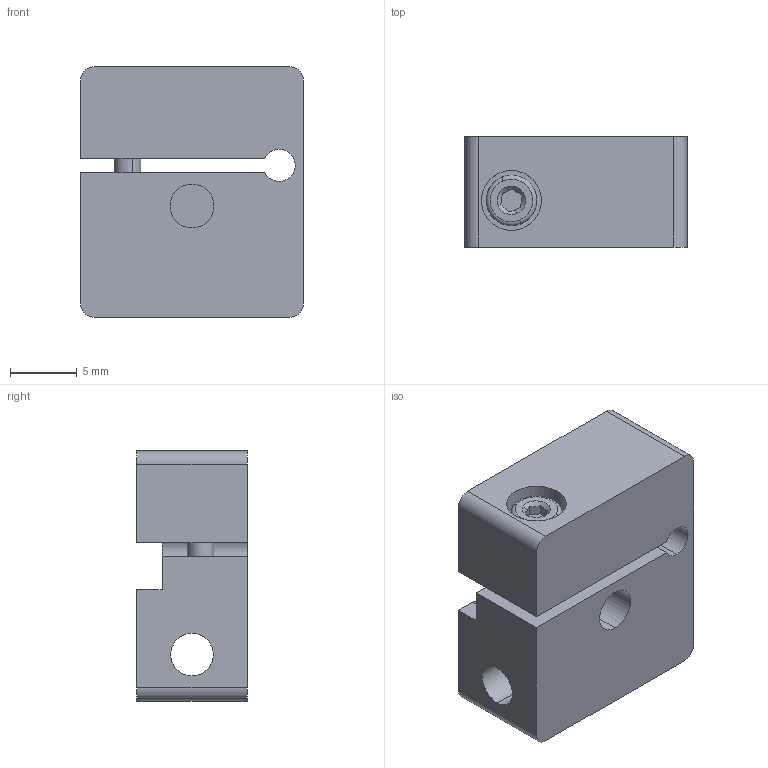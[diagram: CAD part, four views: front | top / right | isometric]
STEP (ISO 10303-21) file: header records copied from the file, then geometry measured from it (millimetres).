
FILE_DESCRIPTION (( 'STEP AP203' ), '1' );
FILE_NAME ('1.3.13.1_ZZP-0.5_平台安装座，用于0.5英寸分束立方和直角棱镜，M4螺孔.STEP', '2024-04-13T08:25:34', ( '' ), ( '' ), 'SwSTEP 2.0', 'SolidWorks 2021', '' );
FILE_SCHEMA (( 'CONFIG_CONTROL_DESIGN' ));
Length unit declared in the file: millimetre
Products named in the file (3): 1.3.13.1_ZZP-0.5_平台安装座，用于0.5英寸分束立方和直角棱镜，M4螺孔; 1.3.13.1.1_平台安装座主体，用于0.5英寸分束立方和直角棱镜，M4螺孔; 30.1.圆柱头内六角不锈钢螺丝_30.1.19-M2*8
Assembly tree (2 placements, depth 2):
  1.3.13.1_ZZP-0.5_平台安装座，用于0.5英寸分束立方和直角棱镜，M4螺孔
    1.3.13.1.1_平台安装座主体，用于0.5英寸分束立方和直角棱镜，M4螺孔
    30.1.圆柱头内六角不锈钢螺丝_30.1.19-M2*8
Bounding box: 16.7 x 8.3 x 18.8 mm (x, y, z)
Volume: 1905.2 mm3; surface area: 1869.3 mm2
Topology: 2 solids, 2 shells, 88 faces, 232 edges, 151 vertices
Faces by surface type: cylinder 43, plane 35, cone 6, torus 4
Entity records: 3073 total; most frequent: CARTESIAN_POINT 514, DIRECTION 506, ORIENTED_EDGE 460, EDGE_CURVE 230, AXIS2_PLACEMENT_3D 191, VERTEX_POINT 151, LINE 124, VECTOR 124
